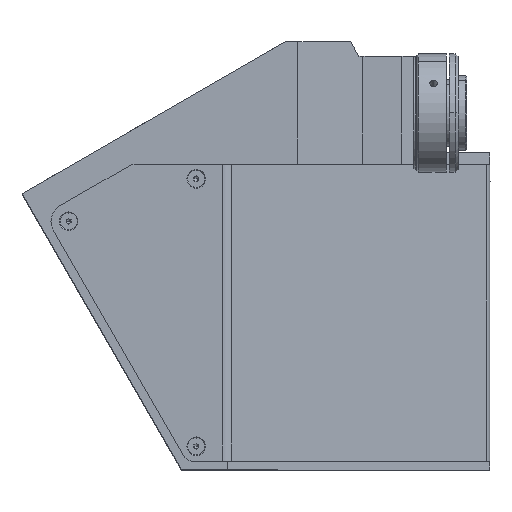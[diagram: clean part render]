
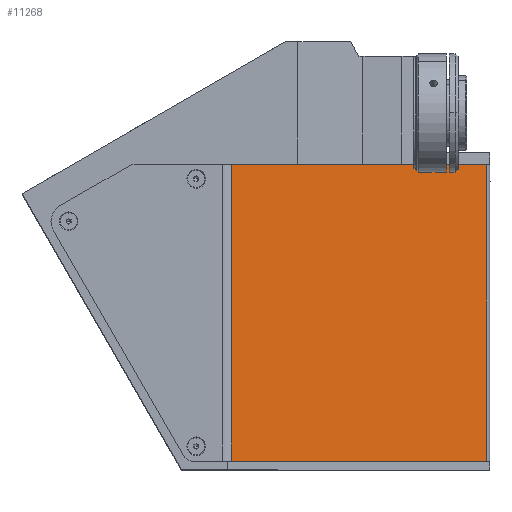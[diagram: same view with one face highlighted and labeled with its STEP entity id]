
A CAD part, top view. The second image highlights one B-rep face of the part: STEP entity #11268.
In plain terms, the highlighted planar face has unit normal (0.707, 0, 0.707).
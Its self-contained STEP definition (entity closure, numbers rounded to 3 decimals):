
#671 = CARTESIAN_POINT ( 'NONE',  ( 60.828, -59., 258.052 ) ) ;
#986 = VERTEX_POINT ( 'NONE', #6142 ) ;
#1249 = ORIENTED_EDGE ( 'NONE', *, *, #5159, .F. ) ;
#1759 = CARTESIAN_POINT ( 'NONE',  ( 60.828, 41.5, 258.052 ) ) ;
#1928 = CARTESIAN_POINT ( 'NONE',  ( 61.414, -59., 257.466 ) ) ;
#2906 = DIRECTION ( 'NONE',  ( 0.707, 0., 0.707 ) ) ;
#3170 = VERTEX_POINT ( 'NONE', #671 ) ;
#3796 = FACE_OUTER_BOUND ( 'NONE', #9013, .T. ) ;
#3836 = CARTESIAN_POINT ( 'NONE',  ( 60.828, -59., 258.052 ) ) ;
#4188 = ORIENTED_EDGE ( 'NONE', *, *, #9999, .F. ) ;
#4192 = CARTESIAN_POINT ( 'NONE',  ( -25.615, -59., 344.496 ) ) ;
#4267 = VECTOR ( 'NONE', #10261, 1000. ) ;
#4564 = ORIENTED_EDGE ( 'NONE', *, *, #8206, .T. ) ;
#4949 = VERTEX_POINT ( 'NONE', #1759 ) ;
#5065 = VECTOR ( 'NONE', #6646, 1000. ) ;
#5159 = EDGE_CURVE ( 'NONE', #986, #8141, #10207, .T. ) ;
#5709 = LINE ( 'NONE', #3836, #5065 ) ;
#5770 = DIRECTION ( 'NONE',  ( 0.707, 0., -0.707 ) ) ;
#5898 = CARTESIAN_POINT ( 'NONE',  ( 61.414, -59., 257.466 ) ) ;
#6142 = CARTESIAN_POINT ( 'NONE',  ( -25.615, -59., 344.496 ) ) ;
#6403 = CARTESIAN_POINT ( 'NONE',  ( 61.414, 41.5, 257.466 ) ) ;
#6594 = ORIENTED_EDGE ( 'NONE', *, *, #7866, .F. ) ;
#6646 = DIRECTION ( 'NONE',  ( 0., -1., 0. ) ) ;
#6780 = LINE ( 'NONE', #5898, #7935 ) ;
#7271 = LINE ( 'NONE', #6403, #9739 ) ;
#7866 = EDGE_CURVE ( 'NONE', #8141, #4949, #7271, .T. ) ;
#7935 = VECTOR ( 'NONE', #8590, 1000. ) ;
#8061 = PLANE ( 'NONE',  #11062 ) ;
#8141 = VERTEX_POINT ( 'NONE', #10476 ) ;
#8206 = EDGE_CURVE ( 'NONE', #986, #3170, #6780, .T. ) ;
#8590 = DIRECTION ( 'NONE',  ( 0.707, 0., -0.707 ) ) ;
#9013 = EDGE_LOOP ( 'NONE', ( #6594, #1249, #4564, #4188 ) ) ;
#9739 = VECTOR ( 'NONE', #5770, 1000. ) ;
#9909 = DIRECTION ( 'NONE',  ( -0.707, 0., 0.707 ) ) ;
#9999 = EDGE_CURVE ( 'NONE', #4949, #3170, #5709, .T. ) ;
#10207 = LINE ( 'NONE', #4192, #4267 ) ;
#10261 = DIRECTION ( 'NONE',  ( 0., 1., 0. ) ) ;
#10476 = CARTESIAN_POINT ( 'NONE',  ( -25.615, 41.5, 344.496 ) ) ;
#11062 = AXIS2_PLACEMENT_3D ( 'NONE', #1928, #2906, #9909 ) ;
#11268 = ADVANCED_FACE ( 'NONE', ( #3796 ), #8061, .T. ) ;
